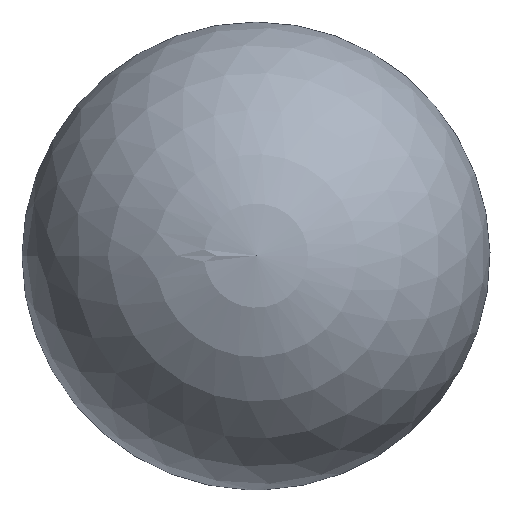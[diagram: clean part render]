
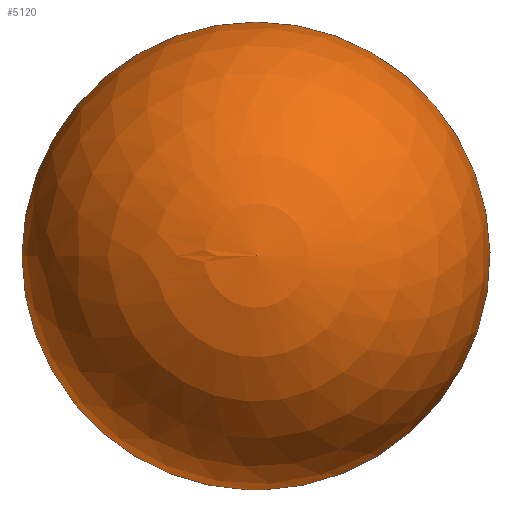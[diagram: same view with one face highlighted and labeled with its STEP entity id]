
A CAD part, top view. The second image highlights one B-rep face of the part: STEP entity #5120.
In plain terms, the highlighted spherical face has radius 150 mm.
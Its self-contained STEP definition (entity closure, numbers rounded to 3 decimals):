
#215 = AXIS2_PLACEMENT_3D ( 'NONE', #4534, #11411, #5492 ) ;
#416 = CARTESIAN_POINT ( 'NONE',  ( 0., -149.925, 4.749 ) ) ;
#490 = CARTESIAN_POINT ( 'NONE',  ( 0., 0., 0. ) ) ;
#1498 = DIRECTION ( 'NONE',  ( -1., 0., 0. ) ) ;
#2036 = CARTESIAN_POINT ( 'NONE',  ( 0., 150., 0. ) ) ;
#2079 = VERTEX_POINT ( 'NONE', #10566 ) ;
#2106 = ORIENTED_EDGE ( 'NONE', *, *, #9988, .F. ) ;
#2172 = EDGE_CURVE ( 'NONE', #10256, #2079, #4888, .T. ) ;
#2621 = AXIS2_PLACEMENT_3D ( 'NONE', #490, #7356, #1498 ) ;
#2653 = EDGE_LOOP ( 'NONE', ( #2106, #6549, #5927, #7209 ) ) ;
#3157 = DIRECTION ( 'NONE',  ( 0., 0., -1. ) ) ;
#3902 = CARTESIAN_POINT ( 'NONE',  ( 0., -149.925, 0. ) ) ;
#4178 = CARTESIAN_POINT ( 'NONE',  ( 0., 0., 0. ) ) ;
#4534 = CARTESIAN_POINT ( 'NONE',  ( 0., 0., 0. ) ) ;
#4731 = DIRECTION ( 'NONE',  ( 0., 0., 1. ) ) ;
#4835 = DIRECTION ( 'NONE',  ( 0., 1., 0. ) ) ;
#4879 = CARTESIAN_POINT ( 'NONE',  ( 0., -149.925, 0. ) ) ;
#4888 = CIRCLE ( 'NONE', #6631, 4.749 ) ;
#4912 = DIRECTION ( 'NONE',  ( 0., 0., 1. ) ) ;
#5120 = ADVANCED_FACE ( 'NONE', ( #5188 ), #12117, .T. ) ;
#5188 = FACE_OUTER_BOUND ( 'NONE', #2653, .T. ) ;
#5492 = DIRECTION ( 'NONE',  ( 1., 0., 0. ) ) ;
#5927 = ORIENTED_EDGE ( 'NONE', *, *, #7012, .T. ) ;
#5978 = VERTEX_POINT ( 'NONE', #2036 ) ;
#6457 = EDGE_CURVE ( 'NONE', #5978, #8069, #9739, .T. ) ;
#6549 = ORIENTED_EDGE ( 'NONE', *, *, #6457, .T. ) ;
#6631 = AXIS2_PLACEMENT_3D ( 'NONE', #4879, #4835, #4731 ) ;
#7012 = EDGE_CURVE ( 'NONE', #8069, #10256, #7884, .T. ) ;
#7209 = ORIENTED_EDGE ( 'NONE', *, *, #2172, .T. ) ;
#7356 = DIRECTION ( 'NONE',  ( 0., 0., -1. ) ) ;
#7884 = CIRCLE ( 'NONE', #9441, 4.749 ) ;
#8069 = VERTEX_POINT ( 'NONE', #8982 ) ;
#8982 = CARTESIAN_POINT ( 'NONE',  ( -4.749, -149.925, 0. ) ) ;
#9441 = AXIS2_PLACEMENT_3D ( 'NONE', #3902, #10801, #4912 ) ;
#9739 = CIRCLE ( 'NONE', #215, 150. ) ;
#9988 = EDGE_CURVE ( 'NONE', #5978, #2079, #10526, .T. ) ;
#10256 = VERTEX_POINT ( 'NONE', #416 ) ;
#10526 = CIRCLE ( 'NONE', #2621, 150. ) ;
#10566 = CARTESIAN_POINT ( 'NONE',  ( 4.749, -149.925, 0. ) ) ;
#10801 = DIRECTION ( 'NONE',  ( 0., 1., 0. ) ) ;
#11411 = DIRECTION ( 'NONE',  ( 0., 0., 1. ) ) ;
#11537 = AXIS2_PLACEMENT_3D ( 'NONE', #4178, #3157, #12041 ) ;
#12041 = DIRECTION ( 'NONE',  ( -1., 0., 0. ) ) ;
#12117 = SPHERICAL_SURFACE ( 'NONE', #11537, 150. ) ;
